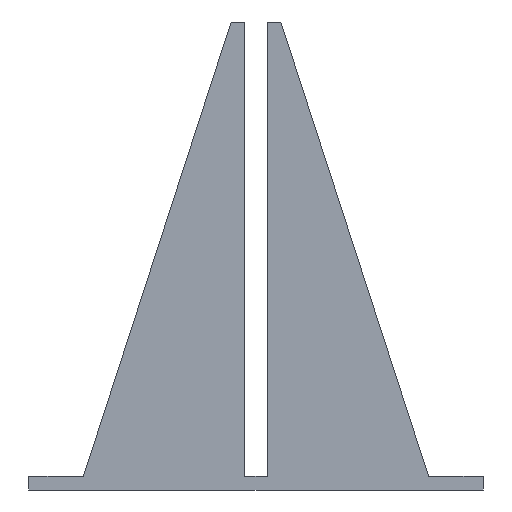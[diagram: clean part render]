
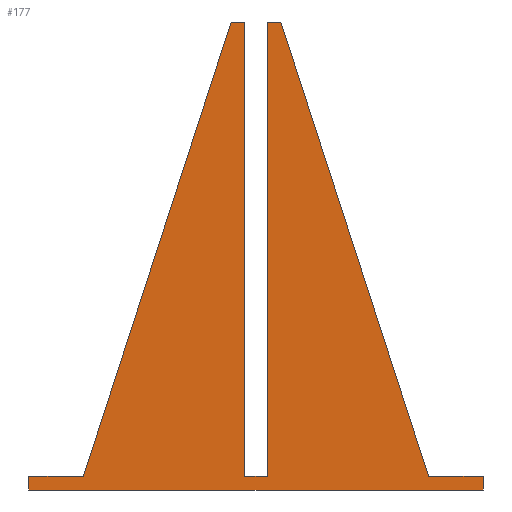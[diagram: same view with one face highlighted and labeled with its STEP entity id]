
A CAD part, front view. The second image highlights one B-rep face of the part: STEP entity #177.
In plain terms, the highlighted planar face has unit normal (0, -1, 0).
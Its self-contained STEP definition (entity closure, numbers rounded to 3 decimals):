
#42=CARTESIAN_POINT('',(52.5,0.,103.));
#43=VERTEX_POINT('',#42);
#50=CARTESIAN_POINT('',(55.5,0.,103.));
#51=VERTEX_POINT('',#50);
#52=CARTESIAN_POINT('',(52.5,0.,103.));
#53=DIRECTION('',(1.,0.,-0.));
#54=VECTOR('',#53,3.);
#55=LINE('',#52,#54);
#56=EDGE_CURVE('',#43,#51,#55,.T.);
#83=CARTESIAN_POINT('',(0.,0.,103.));
#84=DIRECTION('',(0.,1.,0.));
#85=DIRECTION('',(0.,0.,1.));
#86=AXIS2_PLACEMENT_3D('',#83,#84,#85);
#87=PLANE('',#86);
#88=CARTESIAN_POINT('',(52.5,0.,3.));
#89=VERTEX_POINT('',#88);
#90=CARTESIAN_POINT('',(52.5,0.,3.));
#91=DIRECTION('',(0.,0.,1.));
#92=VECTOR('',#91,100.);
#93=LINE('',#90,#92);
#94=EDGE_CURVE('',#89,#43,#93,.T.);
#95=ORIENTED_EDGE('',*,*,#94,.F.);
#96=CARTESIAN_POINT('',(47.5,0.,3.));
#97=VERTEX_POINT('',#96);
#98=CARTESIAN_POINT('',(47.5,0.,3.));
#99=DIRECTION('',(1.,0.,-0.));
#100=VECTOR('',#99,5.);
#101=LINE('',#98,#100);
#102=EDGE_CURVE('',#97,#89,#101,.T.);
#103=ORIENTED_EDGE('',*,*,#102,.F.);
#104=CARTESIAN_POINT('',(47.5,0.,103.));
#105=VERTEX_POINT('',#104);
#106=CARTESIAN_POINT('',(47.5,0.,103.));
#107=DIRECTION('',(0.,0.,-1.));
#108=VECTOR('',#107,100.);
#109=LINE('',#106,#108);
#110=EDGE_CURVE('',#105,#97,#109,.T.);
#111=ORIENTED_EDGE('',*,*,#110,.F.);
#112=CARTESIAN_POINT('',(44.5,0.,103.));
#113=VERTEX_POINT('',#112);
#114=CARTESIAN_POINT('',(44.5,0.,103.));
#115=DIRECTION('',(1.,0.,-0.));
#116=VECTOR('',#115,3.);
#117=LINE('',#114,#116);
#118=EDGE_CURVE('',#113,#105,#117,.T.);
#119=ORIENTED_EDGE('',*,*,#118,.F.);
#120=CARTESIAN_POINT('',(12.,0.,3.));
#121=VERTEX_POINT('',#120);
#122=CARTESIAN_POINT('',(44.5,0.,103.));
#123=DIRECTION('',(-0.309,0.,-0.951));
#124=VECTOR('',#123,105.149);
#125=LINE('',#122,#124);
#126=EDGE_CURVE('',#113,#121,#125,.T.);
#127=ORIENTED_EDGE('',*,*,#126,.T.);
#128=CARTESIAN_POINT('',(0.,0.,3.));
#129=VERTEX_POINT('',#128);
#130=CARTESIAN_POINT('',(0.,0.,3.));
#131=DIRECTION('',(1.,0.,-0.));
#132=VECTOR('',#131,12.);
#133=LINE('',#130,#132);
#134=EDGE_CURVE('',#129,#121,#133,.T.);
#135=ORIENTED_EDGE('',*,*,#134,.F.);
#136=CARTESIAN_POINT('',(0.,0.,0.));
#137=VERTEX_POINT('',#136);
#138=CARTESIAN_POINT('',(0.,0.,3.));
#139=DIRECTION('',(0.,0.,-1.));
#140=VECTOR('',#139,3.);
#141=LINE('',#138,#140);
#142=EDGE_CURVE('',#129,#137,#141,.T.);
#143=ORIENTED_EDGE('',*,*,#142,.T.);
#144=CARTESIAN_POINT('',(100.,0.,0.));
#145=VERTEX_POINT('',#144);
#146=CARTESIAN_POINT('',(0.,0.,0.));
#147=DIRECTION('',(1.,0.,0.));
#148=VECTOR('',#147,100.);
#149=LINE('',#146,#148);
#150=EDGE_CURVE('',#137,#145,#149,.T.);
#151=ORIENTED_EDGE('',*,*,#150,.T.);
#152=CARTESIAN_POINT('',(100.,0.,3.));
#153=VERTEX_POINT('',#152);
#154=CARTESIAN_POINT('',(100.,0.,3.));
#155=DIRECTION('',(0.,0.,-1.));
#156=VECTOR('',#155,3.);
#157=LINE('',#154,#156);
#158=EDGE_CURVE('',#153,#145,#157,.T.);
#159=ORIENTED_EDGE('',*,*,#158,.F.);
#160=CARTESIAN_POINT('',(88.,0.,3.));
#161=VERTEX_POINT('',#160);
#162=CARTESIAN_POINT('',(100.,0.,3.));
#163=DIRECTION('',(-1.,0.,0.));
#164=VECTOR('',#163,12.);
#165=LINE('',#162,#164);
#166=EDGE_CURVE('',#153,#161,#165,.T.);
#167=ORIENTED_EDGE('',*,*,#166,.T.);
#168=CARTESIAN_POINT('',(88.,0.,3.));
#169=DIRECTION('',(-0.309,0.,0.951));
#170=VECTOR('',#169,105.149);
#171=LINE('',#168,#170);
#172=EDGE_CURVE('',#161,#51,#171,.T.);
#173=ORIENTED_EDGE('',*,*,#172,.T.);
#174=ORIENTED_EDGE('',*,*,#56,.F.);
#175=EDGE_LOOP('',(#95,#103,#111,#119,#127,#135,#143,#151,#159,#167,#173,#174));
#176=FACE_BOUND('',#175,.T.);
#177=ADVANCED_FACE('',(#176),#87,.F.);
